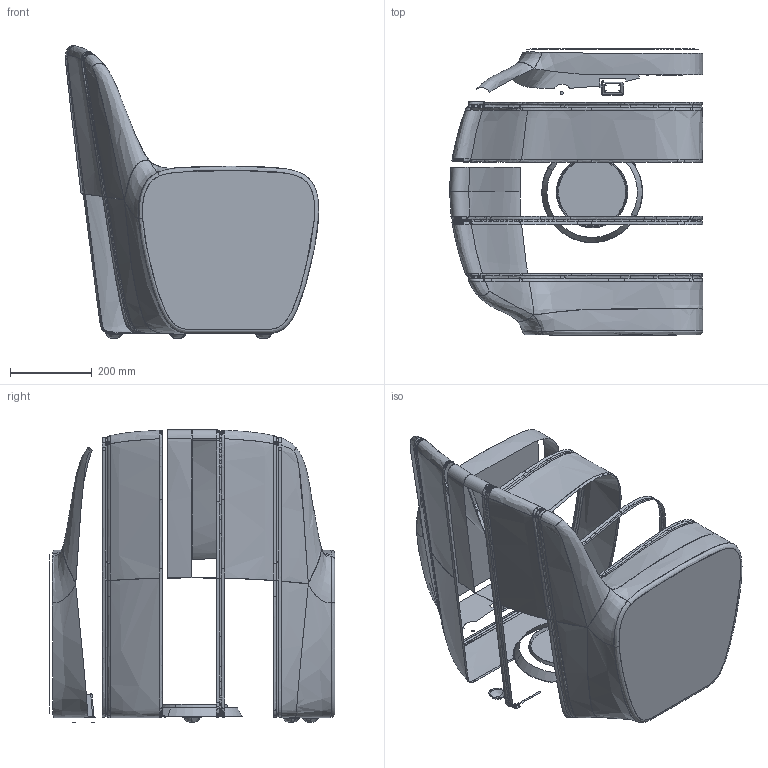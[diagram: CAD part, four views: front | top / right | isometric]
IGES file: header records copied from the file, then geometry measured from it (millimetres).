
Start section: START RECORD GO HERE.
Global section: file name: Jetlag Chair _ design Cedric Ragot.igs; native system: DASSAULT SYSTEMES CATIA Version 5-6 Release 2012 - www.3ds.com; preprocessor: V5-6R2012_5.22.4.0.11-16-2012.22.00; author: alberto_brogliato; organization: DOMAIN; date: 20140205.092723; units: millimetre
Bounding box: 620.91 x 700 x 717.38 mm (x, y, z)
Surface area: 1318985.9 mm2 (no closed solid volume)
Topology: 0 solids, 0 shells, 644 faces, 3785 edges, 3774 vertices
Faces by surface type: bspline 603, revolution 23, plane 18
